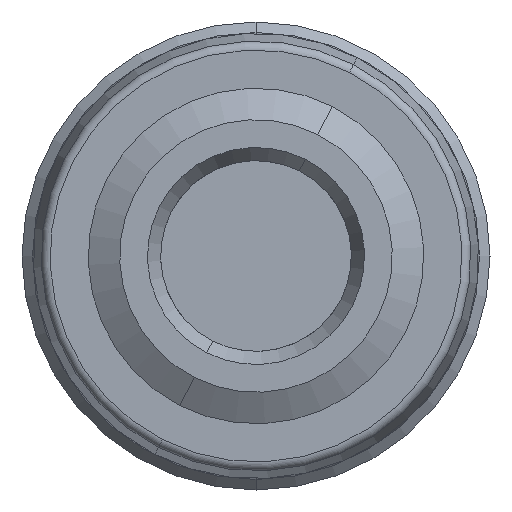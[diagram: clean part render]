
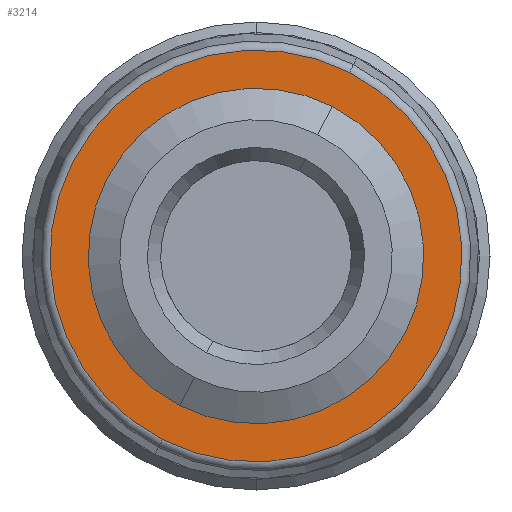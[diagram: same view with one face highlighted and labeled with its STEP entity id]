
A CAD part, front view. The second image highlights one B-rep face of the part: STEP entity #3214.
In plain terms, the highlighted planar face has unit normal (0, -1, 0).
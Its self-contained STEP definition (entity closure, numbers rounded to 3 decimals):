
#101 = AXIS2_PLACEMENT_3D ( 'NONE', #2800, #2801, #2802 ) ;
#103 = AXIS2_PLACEMENT_3D ( 'NONE', #2806, #2807, #2808 ) ;
#264 = CARTESIAN_POINT ( 'NONE',  ( 2.057, -3.6, 4.04 ) ) ;
#285 = CARTESIAN_POINT ( 'NONE',  ( -1.676, -3.6, -3.291 ) ) ;
#286 = CARTESIAN_POINT ( 'NONE',  ( 1.676, -3.6, 3.291 ) ) ;
#481 = EDGE_CURVE ( 'NONE', #1640, #1639, #3815, .T. ) ;
#491 = EDGE_CURVE ( 'NONE', #1650, #3566, #3832, .T. ) ;
#574 = AXIS2_PLACEMENT_3D ( 'NONE', #3187, #3186, #3185 ) ;
#579 = AXIS2_PLACEMENT_3D ( 'NONE', #3162, #3161, #3159 ) ;
#717 = AXIS2_PLACEMENT_3D ( 'NONE', #1911, #1912, #1913 ) ;
#1426 = ORIENTED_EDGE ( 'NONE', *, *, #2510, .F. ) ;
#1427 = ORIENTED_EDGE ( 'NONE', *, *, #481, .F. ) ;
#1428 = ORIENTED_EDGE ( 'NONE', *, *, #491, .T. ) ;
#1429 = ORIENTED_EDGE ( 'NONE', *, *, #2508, .T. ) ;
#1639 = VERTEX_POINT ( 'NONE', #285 ) ;
#1640 = VERTEX_POINT ( 'NONE', #286 ) ;
#1650 = VERTEX_POINT ( 'NONE', #264 ) ;
#1904 = PLANE ( 'NONE',  #717 ) ;
#1911 = CARTESIAN_POINT ( 'NONE',  ( -3.291, -3.6, 1.676 ) ) ;
#1912 = DIRECTION ( 'NONE',  ( 0., 1., 0. ) ) ;
#1913 = DIRECTION ( 'NONE',  ( -0.454, 0., -0.891 ) ) ;
#2293 = FACE_BOUND ( 'NONE', #3645, .T. ) ;
#2294 = FACE_OUTER_BOUND ( 'NONE', #3655, .T. ) ;
#2508 = EDGE_CURVE ( 'NONE', #3566, #1650, #4306, .T. ) ;
#2510 = EDGE_CURVE ( 'NONE', #1639, #1640, #4308, .T. ) ;
#2800 = CARTESIAN_POINT ( 'NONE',  ( 0., -3.6, 0. ) ) ;
#2801 = DIRECTION ( 'NONE',  ( 0., -1., 0. ) ) ;
#2802 = DIRECTION ( 'NONE',  ( 0.454, 0., 0.891 ) ) ;
#2806 = CARTESIAN_POINT ( 'NONE',  ( 0., -3.6, 0. ) ) ;
#2807 = DIRECTION ( 'NONE',  ( 0., -1., 0. ) ) ;
#2808 = DIRECTION ( 'NONE',  ( 0.454, 0., 0.891 ) ) ;
#3159 = DIRECTION ( 'NONE',  ( 0.454, 0., 0.891 ) ) ;
#3161 = DIRECTION ( 'NONE',  ( 0., -1., 0. ) ) ;
#3162 = CARTESIAN_POINT ( 'NONE',  ( 0., -3.6, 0. ) ) ;
#3185 = DIRECTION ( 'NONE',  ( 0.454, 0., 0.891 ) ) ;
#3186 = DIRECTION ( 'NONE',  ( 0., -1., 0. ) ) ;
#3187 = CARTESIAN_POINT ( 'NONE',  ( 0., -3.6, 0. ) ) ;
#3214 = ADVANCED_FACE ( 'NONE', ( #2293, #2294 ), #1904, .F. ) ;
#3471 = CARTESIAN_POINT ( 'NONE',  ( -2.057, -3.6, -4.04 ) ) ;
#3566 = VERTEX_POINT ( 'NONE', #3471 ) ;
#3645 = EDGE_LOOP ( 'NONE', ( #1426, #1427 ) ) ;
#3655 = EDGE_LOOP ( 'NONE', ( #1428, #1429 ) ) ;
#3815 = CIRCLE ( 'NONE', #574, 3.693 ) ;
#3832 = CIRCLE ( 'NONE', #579, 4.533 ) ;
#4306 = CIRCLE ( 'NONE', #101, 4.533 ) ;
#4308 = CIRCLE ( 'NONE', #103, 3.693 ) ;
